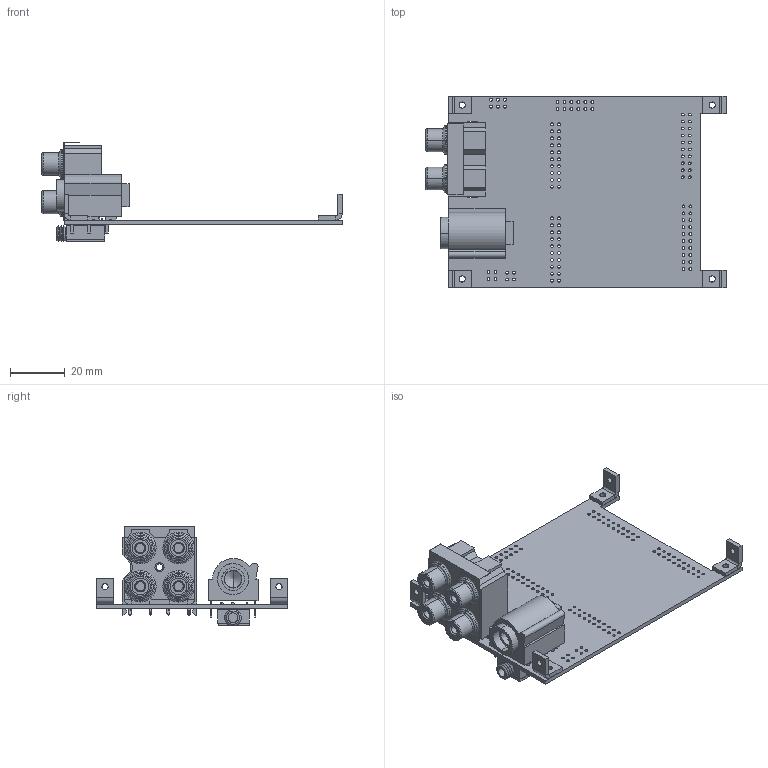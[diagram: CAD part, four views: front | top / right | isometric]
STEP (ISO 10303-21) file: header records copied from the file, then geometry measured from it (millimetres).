
FILE_DESCRIPTION(('KiCad electronic assembly'),'2;1');
FILE_NAME('teensy41_audio_project_board_codec.step', '2022-01-21T09:33:39',('Pcbnew'),('Kicad'), 'Open CASCADE STEP processor 7.5','KiCad to STEP converter','Unknown' );
FILE_SCHEMA(('AUTOMOTIVE_DESIGN { 1 0 10303 214 1 1 1 1 }'));
Length unit declared in the file: millimetre
Products named in the file (10): teensy41_audio_project_board_codec 1; Bracket 4-40 621; SOLID; pjras2x2s_Series; 3-d-nmj6hcd3; 35RAPC3BH3; _autosave-teensy41_audio_project_board PCB
Assembly tree (12 placements, depth 3):
  teensy41_audio_project_board_codec 1
    Bracket 4-40 621  x4
      SOLID
    pjras2x2s_Series
      SOLID
    3-d-nmj6hcd3
      SOLID
    35RAPC3BH3
      SOLID
    _autosave-teensy41_audio_project_board PCB
Bounding box: 109.75 x 69.85 x 36.45 mm (x, y, z)
Volume: 27235.7 mm3; surface area: 23714.8 mm2
Topology: 8 solids, 8 shells, 653 faces, 1709 edges, 1111 vertices
Faces by surface type: bspline 493, cylinder 136, plane 24
Full cylindrical faces by diameter (mm): 1 x100, 1.1 x6, 1.3 x4, 1.4 x6, 1.5 x2, 2.45 x4
Entity records: 40698 total; most frequent: CARTESIAN_POINT 16907, ORIENTED_EDGE 3174, PCURVE 3174, DEFINITIONAL_REPRESENTATION 3174, B_SPLINE_CURVE_WITH_KNOTS 2771, DIRECTION 1768, EDGE_CURVE 1587, SURFACE_CURVE 1465
